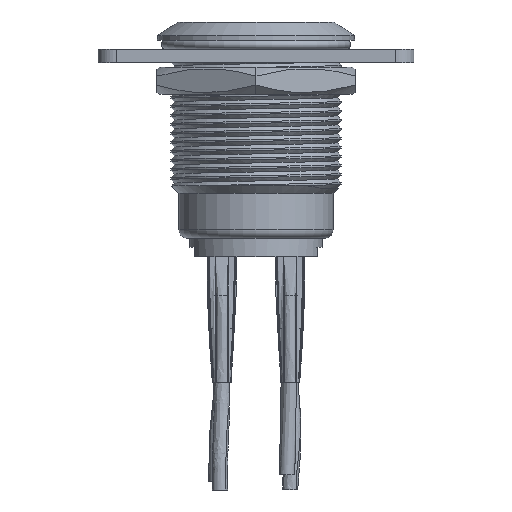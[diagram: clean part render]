
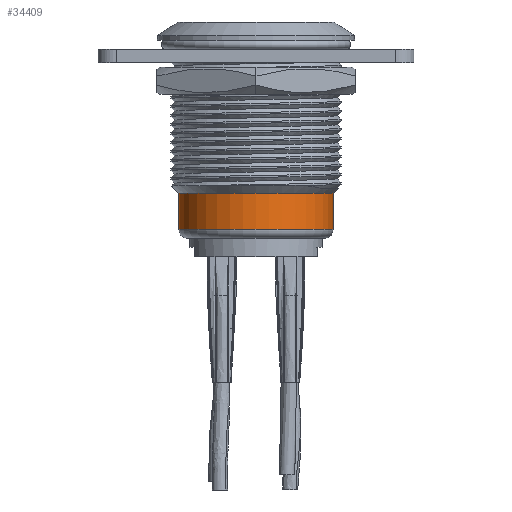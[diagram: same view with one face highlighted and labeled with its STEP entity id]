
A CAD part, front view. The second image highlights one B-rep face of the part: STEP entity #34409.
In plain terms, the highlighted cylindrical face has radius 8.55 mm (diameter 17.1 mm), a partial arc.
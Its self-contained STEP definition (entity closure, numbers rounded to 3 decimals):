
#1405 = ORIENTED_EDGE ( 'NONE', *, *, #21122, .F. ) ;
#1476 = CYLINDRICAL_SURFACE ( 'NONE', #19406, 8.55 ) ;
#1723 = CIRCLE ( 'NONE', #6565, 8.55 ) ;
#2219 = FACE_OUTER_BOUND ( 'NONE', #4332, .T. ) ;
#4332 = EDGE_LOOP ( 'NONE', ( #1405, #13357, #9671, #5577 ) ) ;
#4698 = DIRECTION ( 'NONE',  ( 0., 0., 1. ) ) ;
#5567 = DIRECTION ( 'NONE',  ( 0., 0., 1. ) ) ;
#5577 = ORIENTED_EDGE ( 'NONE', *, *, #17356, .T. ) ;
#6565 = AXIS2_PLACEMENT_3D ( 'NONE', #20685, #23499, #17664 ) ;
#7293 = VERTEX_POINT ( 'NONE', #26286 ) ;
#7572 = DIRECTION ( 'NONE',  ( 0., 0., 1. ) ) ;
#9671 = ORIENTED_EDGE ( 'NONE', *, *, #25467, .T. ) ;
#10205 = CARTESIAN_POINT ( 'NONE',  ( -8.55, 0., 0. ) ) ;
#10246 = VERTEX_POINT ( 'NONE', #10205 ) ;
#10784 = LINE ( 'NONE', #24728, #20007 ) ;
#13357 = ORIENTED_EDGE ( 'NONE', *, *, #16997, .T. ) ;
#16997 = EDGE_CURVE ( 'NONE', #32664, #28238, #22215, .T. ) ;
#17356 = EDGE_CURVE ( 'NONE', #7293, #10246, #1723, .T. ) ;
#17664 = DIRECTION ( 'NONE',  ( 1., 0., 0. ) ) ;
#19022 = LINE ( 'NONE', #33138, #21364 ) ;
#19406 = AXIS2_PLACEMENT_3D ( 'NONE', #36164, #4698, #24326 ) ;
#19832 = CARTESIAN_POINT ( 'NONE',  ( 8.55, 0., -4. ) ) ;
#20005 = CARTESIAN_POINT ( 'NONE',  ( -8.55, 0., -4. ) ) ;
#20007 = VECTOR ( 'NONE', #7572, 1000. ) ;
#20685 = CARTESIAN_POINT ( 'NONE',  ( 0., 0., 0. ) ) ;
#21122 = EDGE_CURVE ( 'NONE', #32664, #10246, #19022, .T. ) ;
#21364 = VECTOR ( 'NONE', #32942, 1000. ) ;
#22215 = CIRCLE ( 'NONE', #27636, 8.55 ) ;
#23499 = DIRECTION ( 'NONE',  ( 0., 0., -1. ) ) ;
#24326 = DIRECTION ( 'NONE',  ( 1., 0., 0. ) ) ;
#24728 = CARTESIAN_POINT ( 'NONE',  ( 8.55, 0., -5. ) ) ;
#25467 = EDGE_CURVE ( 'NONE', #28238, #7293, #10784, .T. ) ;
#26286 = CARTESIAN_POINT ( 'NONE',  ( 8.55, 0., 0. ) ) ;
#27636 = AXIS2_PLACEMENT_3D ( 'NONE', #31376, #5567, #33175 ) ;
#28238 = VERTEX_POINT ( 'NONE', #19832 ) ;
#31376 = CARTESIAN_POINT ( 'NONE',  ( 0., 0., -4. ) ) ;
#32664 = VERTEX_POINT ( 'NONE', #20005 ) ;
#32942 = DIRECTION ( 'NONE',  ( 0., 0., 1. ) ) ;
#33138 = CARTESIAN_POINT ( 'NONE',  ( -8.55, 0., -5. ) ) ;
#33175 = DIRECTION ( 'NONE',  ( -1., 0., 0. ) ) ;
#34409 = ADVANCED_FACE ( 'NONE', ( #2219 ), #1476, .T. ) ;
#36164 = CARTESIAN_POINT ( 'NONE',  ( 0., 0., -5. ) ) ;
